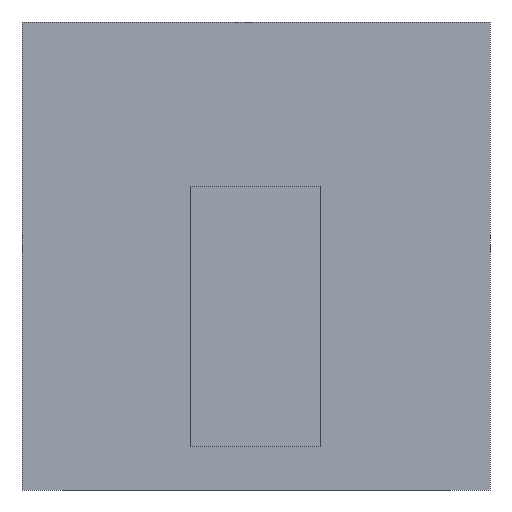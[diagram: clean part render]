
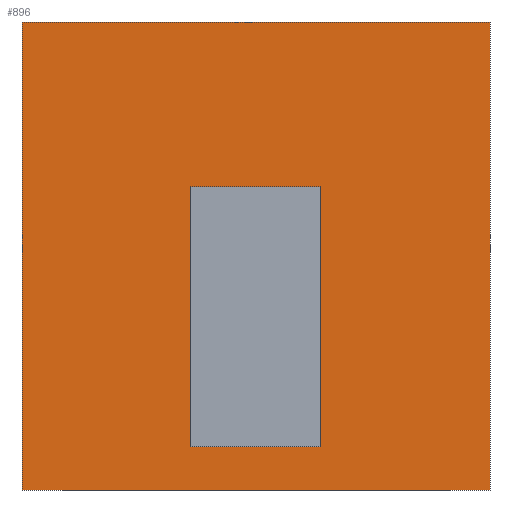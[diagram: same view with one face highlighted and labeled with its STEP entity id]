
A CAD part, front view. The second image highlights one B-rep face of the part: STEP entity #896.
In plain terms, the highlighted planar face has unit normal (0, -1, 0).
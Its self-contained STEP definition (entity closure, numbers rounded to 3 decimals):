
#92=ORIENTED_EDGE('',*,*,#348,.T.);
#93=ORIENTED_EDGE('',*,*,#349,.T.);
#94=ORIENTED_EDGE('',*,*,#350,.T.);
#95=ORIENTED_EDGE('',*,*,#351,.T.);
#96=ORIENTED_EDGE('',*,*,#352,.T.);
#97=ORIENTED_EDGE('',*,*,#343,.T.);
#98=ORIENTED_EDGE('',*,*,#353,.T.);
#99=ORIENTED_EDGE('',*,*,#354,.T.);
#343=EDGE_CURVE('',#471,#470,#553,.T.);
#348=EDGE_CURVE('',#474,#475,#558,.T.);
#349=EDGE_CURVE('',#475,#476,#559,.T.);
#350=EDGE_CURVE('',#476,#477,#560,.T.);
#351=EDGE_CURVE('',#477,#474,#561,.T.);
#352=EDGE_CURVE('',#478,#471,#562,.T.);
#353=EDGE_CURVE('',#470,#479,#563,.T.);
#354=EDGE_CURVE('',#479,#478,#564,.T.);
#470=VERTEX_POINT('',#1341);
#471=VERTEX_POINT('',#1343);
#474=VERTEX_POINT('',#1352);
#475=VERTEX_POINT('',#1353);
#476=VERTEX_POINT('',#1355);
#477=VERTEX_POINT('',#1357);
#478=VERTEX_POINT('',#1360);
#479=VERTEX_POINT('',#1362);
#553=LINE('',#1342,#667);
#558=LINE('',#1351,#672);
#559=LINE('',#1354,#673);
#560=LINE('',#1356,#674);
#561=LINE('',#1358,#675);
#562=LINE('',#1359,#676);
#563=LINE('',#1361,#677);
#564=LINE('',#1363,#678);
#667=VECTOR('',#1070,1000.);
#672=VECTOR('',#1077,1000.);
#673=VECTOR('',#1078,1000.);
#674=VECTOR('',#1079,1000.);
#675=VECTOR('',#1080,1000.);
#676=VECTOR('',#1081,1000.);
#677=VECTOR('',#1082,1000.);
#678=VECTOR('',#1083,1000.);
#754=EDGE_LOOP('',(#92,#93,#94,#95));
#755=EDGE_LOOP('',(#96,#97,#98,#99));
#806=FACE_BOUND('',#754,.T.);
#807=FACE_BOUND('',#755,.T.);
#858=PLANE('',#963);
#896=ADVANCED_FACE('',(#806,#807),#858,.T.);
#963=AXIS2_PLACEMENT_3D('',#1350,#1075,#1076);
#1070=DIRECTION('',(1.,0.,0.));
#1075=DIRECTION('',(0.,-1.,0.));
#1076=DIRECTION('',(0.,0.,-1.));
#1077=DIRECTION('',(-1.,0.,0.));
#1078=DIRECTION('',(0.,0.,1.));
#1079=DIRECTION('',(1.,0.,0.));
#1080=DIRECTION('',(0.,0.,-1.));
#1081=DIRECTION('',(0.,0.,-1.));
#1082=DIRECTION('',(0.,0.,1.));
#1083=DIRECTION('',(-1.,0.,0.));
#1341=CARTESIAN_POINT('',(5.4,0.,-5.4));
#1342=CARTESIAN_POINT('',(-5.4,0.,-5.4));
#1343=CARTESIAN_POINT('',(-5.4,0.,-5.4));
#1350=CARTESIAN_POINT('',(0.,0.,0.));
#1351=CARTESIAN_POINT('',(0.,0.,-3.6));
#1352=CARTESIAN_POINT('',(0.95,0.,-3.6));
#1353=CARTESIAN_POINT('',(-0.95,0.,-3.6));
#1354=CARTESIAN_POINT('',(-0.95,0.,0.));
#1355=CARTESIAN_POINT('',(-0.95,0.,0.8));
#1356=CARTESIAN_POINT('',(0.,0.,0.8));
#1357=CARTESIAN_POINT('',(0.95,0.,0.8));
#1358=CARTESIAN_POINT('',(0.95,0.,0.));
#1359=CARTESIAN_POINT('',(-5.4,0.,5.4));
#1360=CARTESIAN_POINT('',(-5.4,0.,5.4));
#1361=CARTESIAN_POINT('',(5.4,0.,-5.4));
#1362=CARTESIAN_POINT('',(5.4,0.,5.4));
#1363=CARTESIAN_POINT('',(5.4,0.,5.4));
